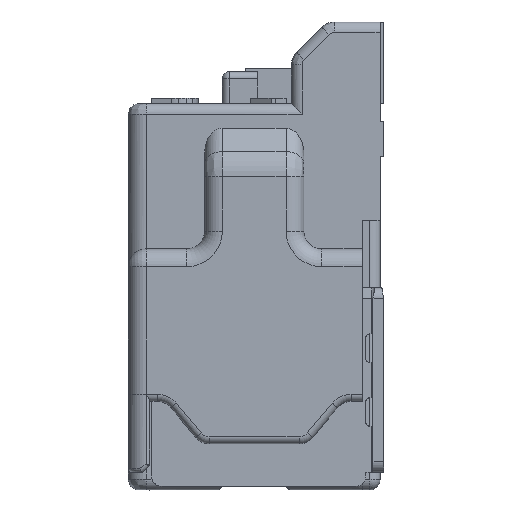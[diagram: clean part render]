
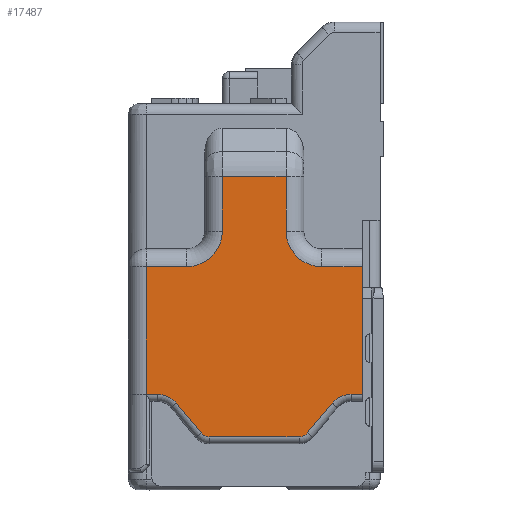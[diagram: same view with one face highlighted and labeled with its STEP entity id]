
A CAD part, left-side view. The second image highlights one B-rep face of the part: STEP entity #17487.
In plain terms, the highlighted planar face has unit normal (-1, 0, 0).
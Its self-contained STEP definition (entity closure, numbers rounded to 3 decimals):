
#2721=DIRECTION('',(0.,1.,0.));
#2722=VECTOR('',#2721,0.316);
#2723=CARTESIAN_POINT('',(-6.,3.584,-6.7));
#2724=LINE('',#2723,#2722);
#3864=DIRECTION('',(0.,0.,-1.));
#3865=VECTOR('',#3864,3.6);
#3866=CARTESIAN_POINT('',(-6.,-2.2,-3.1));
#3867=LINE('',#3866,#3865);
#3982=CARTESIAN_POINT('',(-6.,2.75,-2.1));
#3983=DIRECTION('',(1.,0.,0.));
#3984=DIRECTION('',(0.,-1.,0.));
#3985=AXIS2_PLACEMENT_3D('',#3982,#3983,#3984);
#3987=CARTESIAN_POINT('',(-6.,-1.05,-2.1));
#3988=DIRECTION('',(1.,0.,0.));
#3989=DIRECTION('',(0.,0.,-1.));
#3990=AXIS2_PLACEMENT_3D('',#3987,#3988,#3989);
#3992=CARTESIAN_POINT('',(-6.,-1.884,-7.4));
#3993=DIRECTION('',(1.,0.,0.));
#3994=DIRECTION('',(0.,0.768,0.64));
#3995=AXIS2_PLACEMENT_3D('',#3992,#3993,#3994);
#3997=DIRECTION('',(0.,-0.64,0.768));
#3998=VECTOR('',#3997,1.094);
#3999=CARTESIAN_POINT('',(-6.,-0.646,-7.792));
#4000=LINE('',#3999,#3998);
#4001=CARTESIAN_POINT('',(-6.,-0.416,-7.6));
#4002=DIRECTION('',(-1.,0.,0.));
#4003=DIRECTION('',(0.,0.,-1.));
#4004=AXIS2_PLACEMENT_3D('',#4001,#4002,#4003);
#4006=CARTESIAN_POINT('',(-6.,2.116,-7.6));
#4007=DIRECTION('',(-1.,0.,0.));
#4008=DIRECTION('',(0.,0.768,-0.64));
#4009=AXIS2_PLACEMENT_3D('',#4006,#4007,#4008);
#4011=DIRECTION('',(0.,-0.64,-0.768));
#4012=VECTOR('',#4011,1.094);
#4013=CARTESIAN_POINT('',(-6.,3.046,-6.952));
#4014=LINE('',#4013,#4012);
#4015=CARTESIAN_POINT('',(-6.,3.584,-7.4));
#4016=DIRECTION('',(1.,0.,0.));
#4017=DIRECTION('',(0.,0.,1.));
#4018=AXIS2_PLACEMENT_3D('',#4015,#4016,#4017);
#4020=DIRECTION('',(0.,-1.,0.));
#4021=VECTOR('',#4020,1.15);
#4022=CARTESIAN_POINT('',(-6.,3.9,-3.1));
#4023=LINE('',#4022,#4021);
#8168=DIRECTION('',(0.,-1.,0.));
#8169=VECTOR('',#8168,1.15);
#8170=CARTESIAN_POINT('',(-6.,-1.05,-3.1));
#8171=LINE('',#8170,#8169);
#8187=DIRECTION('',(0.,0.,-1.));
#8188=VECTOR('',#8187,1.536);
#8189=CARTESIAN_POINT('',(-6.,-0.05,
-0.564));
#8190=LINE('',#8189,#8188);
#8210=DIRECTION('',(0.,-1.,0.));
#8211=VECTOR('',#8210,1.8);
#8212=CARTESIAN_POINT('',(-6.,1.75,
-0.564));
#8213=LINE('',#8212,#8211);
#8233=DIRECTION('',(0.,0.,1.));
#8234=VECTOR('',#8233,1.536);
#8235=CARTESIAN_POINT('',(-6.,1.75,-2.1));
#8236=LINE('',#8235,#8234);
#8344=DIRECTION('',(0.,0.,1.));
#8345=VECTOR('',#8344,3.6);
#8346=CARTESIAN_POINT('',(-6.,3.9,
-6.7));
#8347=LINE('',#8346,#8345);
#8357=DIRECTION('',(0.,1.,0.));
#8358=VECTOR('',#8357,0.316);
#8359=CARTESIAN_POINT('',(-6.,-2.2,-6.7));
#8360=LINE('',#8359,#8358);
#8415=DIRECTION('',(0.,1.,0.));
#8416=VECTOR('',#8415,2.532);
#8417=CARTESIAN_POINT('',(-6.,-0.416,-7.9));
#8418=LINE('',#8417,#8416);
#10102=CARTESIAN_POINT('',(-6.,3.9,
-6.7));
#10103=VERTEX_POINT('',#10102);
#10237=CARTESIAN_POINT('',(-6.,-2.2,-3.1));
#10238=VERTEX_POINT('',#10237);
#10239=CARTESIAN_POINT('',(-6.,-2.2,-6.7));
#10240=VERTEX_POINT('',#10239);
#10321=CARTESIAN_POINT('',(-6.,-1.884,-6.7));
#10322=VERTEX_POINT('',#10321);
#10323=CARTESIAN_POINT('',(-6.,3.9,-3.1));
#10324=CARTESIAN_POINT('',(-6.,2.75,-3.1));
#10325=VERTEX_POINT('',#10323);
#10326=VERTEX_POINT('',#10324);
#10327=CARTESIAN_POINT('',(-6.,3.584,-6.7));
#10328=VERTEX_POINT('',#10327);
#10329=CARTESIAN_POINT('',(-6.,3.046,-6.952));
#10330=VERTEX_POINT('',#10329);
#10331=CARTESIAN_POINT('',(-6.,2.346,-7.792));
#10332=VERTEX_POINT('',#10331);
#10333=CARTESIAN_POINT('',(-6.,2.116,-7.9));
#10334=VERTEX_POINT('',#10333);
#10335=CARTESIAN_POINT('',(-6.,-0.416,-7.9));
#10336=VERTEX_POINT('',#10335);
#10337=CARTESIAN_POINT('',(-6.,-0.646,-7.792));
#10338=VERTEX_POINT('',#10337);
#10339=CARTESIAN_POINT('',(-6.,-1.346,-6.952));
#10340=VERTEX_POINT('',#10339);
#10341=CARTESIAN_POINT('',(-6.,-1.05,-3.1));
#10342=VERTEX_POINT('',#10341);
#10343=CARTESIAN_POINT('',(-6.,-0.05,-2.1));
#10344=VERTEX_POINT('',#10343);
#10345=CARTESIAN_POINT('',(-6.,-0.05,
-0.564));
#10346=VERTEX_POINT('',#10345);
#10347=CARTESIAN_POINT('',(-6.,1.75,
-0.564));
#10348=VERTEX_POINT('',#10347);
#10349=CARTESIAN_POINT('',(-6.,1.75,-2.1));
#10350=VERTEX_POINT('',#10349);
#17447=CARTESIAN_POINT('',(-6.,-2.7,0.));
#17448=DIRECTION('',(-1.,0.,0.));
#17449=DIRECTION('',(0.,-1.,0.));
#17450=AXIS2_PLACEMENT_3D('',#17447,#17448,#17449);
#17451=PLANE('',#17450);
#17453=ORIENTED_EDGE('',*,*,#17452,.T.);
#17455=ORIENTED_EDGE('',*,*,#17454,.F.);
#17457=ORIENTED_EDGE('',*,*,#17456,.T.);
#17459=ORIENTED_EDGE('',*,*,#17458,.T.);
#17461=ORIENTED_EDGE('',*,*,#17460,.T.);
#17463=ORIENTED_EDGE('',*,*,#17462,.F.);
#17465=ORIENTED_EDGE('',*,*,#17464,.T.);
#17466=ORIENTED_EDGE('',*,*,#17287,.T.);
#17468=ORIENTED_EDGE('',*,*,#17467,.T.);
#17470=ORIENTED_EDGE('',*,*,#17469,.F.);
#17472=ORIENTED_EDGE('',*,*,#17471,.F.);
#17474=ORIENTED_EDGE('',*,*,#17473,.F.);
#17476=ORIENTED_EDGE('',*,*,#17475,.T.);
#17478=ORIENTED_EDGE('',*,*,#17477,.F.);
#17480=ORIENTED_EDGE('',*,*,#17479,.F.);
#17481=ORIENTED_EDGE('',*,*,#17438,.F.);
#17482=ORIENTED_EDGE('',*,*,#15835,.T.);
#17484=ORIENTED_EDGE('',*,*,#17483,.T.);
#17485=EDGE_LOOP('',(#17453,#17455,#17457,#17459,#17461,#17463,#17465,#17466,
#17468,#17470,#17472,#17474,#17476,#17478,#17480,#17481,#17482,#17484));
#17486=FACE_OUTER_BOUND('',#17485,.F.);
#3986=CIRCLE('',#3985,1.);
#3991=CIRCLE('',#3990,1.);
#3996=CIRCLE('',#3995,0.7);
#4005=CIRCLE('',#4004,0.3);
#4010=CIRCLE('',#4009,0.3);
#4019=CIRCLE('',#4018,0.7);
#15835=EDGE_CURVE('',#10328,#10103,#2724,.T.);
#17287=EDGE_CURVE('',#10238,#10240,#3867,.T.);
#17438=EDGE_CURVE('',#10328,#10330,#4019,.T.);
#17452=EDGE_CURVE('',#10325,#10326,#4023,.T.);
#17454=EDGE_CURVE('',#10350,#10326,#3986,.T.);
#17456=EDGE_CURVE('',#10350,#10348,#8236,.T.);
#17458=EDGE_CURVE('',#10348,#10346,#8213,.T.);
#17460=EDGE_CURVE('',#10346,#10344,#8190,.T.);
#17462=EDGE_CURVE('',#10342,#10344,#3991,.T.);
#17464=EDGE_CURVE('',#10342,#10238,#8171,.T.);
#17467=EDGE_CURVE('',#10240,#10322,#8360,.T.);
#17469=EDGE_CURVE('',#10340,#10322,#3996,.T.);
#17471=EDGE_CURVE('',#10338,#10340,#4000,.T.);
#17473=EDGE_CURVE('',#10336,#10338,#4005,.T.);
#17475=EDGE_CURVE('',#10336,#10334,#8418,.T.);
#17477=EDGE_CURVE('',#10332,#10334,#4010,.T.);
#17479=EDGE_CURVE('',#10330,#10332,#4014,.T.);
#17483=EDGE_CURVE('',#10103,#10325,#8347,.T.);
#17487=ADVANCED_FACE('',(#17486),#17451,.T.);
